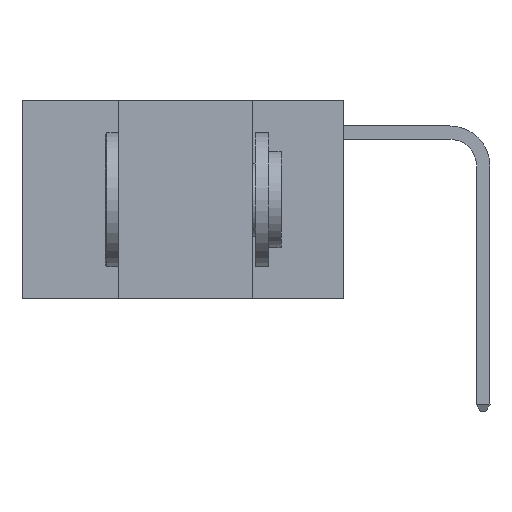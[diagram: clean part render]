
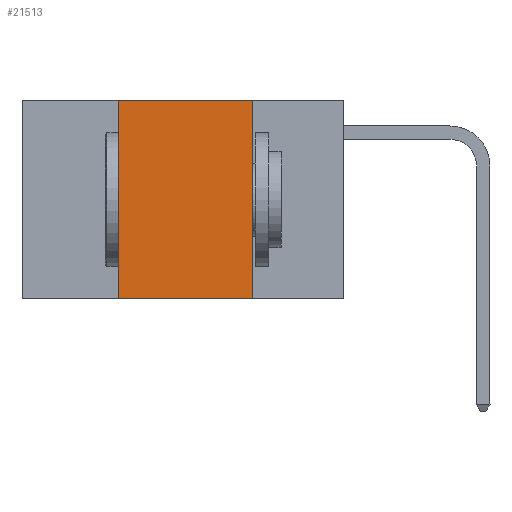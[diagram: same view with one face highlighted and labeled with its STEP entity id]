
A CAD part, left-side view. The second image highlights one B-rep face of the part: STEP entity #21513.
In plain terms, the highlighted planar face has unit normal (-1, 0, 0).
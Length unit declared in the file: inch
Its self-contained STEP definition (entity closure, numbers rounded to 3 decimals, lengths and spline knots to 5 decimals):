
#369 = CARTESIAN_POINT ( 'NONE',  ( 0., 0.42, 0. ) ) ;
#1213 = DIRECTION ( 'NONE',  ( 0., 0., -1. ) ) ;
#1251 = EDGE_CURVE ( 'NONE', #21294, #20604, #7116, .T. ) ;
#1440 = ORIENTED_EDGE ( 'NONE', *, *, #24946, .T. ) ;
#3964 = DIRECTION ( 'NONE',  ( 0., -1., 0. ) ) ;
#4482 = CARTESIAN_POINT ( 'NONE',  ( 0., 0.17, 0. ) ) ;
#4951 = CARTESIAN_POINT ( 'NONE',  ( 0., 0.17, -0.37 ) ) ;
#5042 = ORIENTED_EDGE ( 'NONE', *, *, #17489, .F. ) ;
#5739 = ORIENTED_EDGE ( 'NONE', *, *, #19054, .F. ) ;
#6645 = CARTESIAN_POINT ( 'NONE',  ( 0., 0.6, 0. ) ) ;
#7116 = LINE ( 'NONE', #17725, #7738 ) ;
#7738 = VECTOR ( 'NONE', #1213, 39.37008 ) ;
#8134 = ORIENTED_EDGE ( 'NONE', *, *, #1251, .F. ) ;
#8574 = DIRECTION ( 'NONE',  ( 0., 0., 1. ) ) ;
#8921 = FACE_OUTER_BOUND ( 'NONE', #17972, .T. ) ;
#10507 = LINE ( 'NONE', #22101, #20872 ) ;
#10537 = LINE ( 'NONE', #369, #16670 ) ;
#11907 = CARTESIAN_POINT ( 'NONE',  ( 0., 0.6, -0.37 ) ) ;
#12993 = DIRECTION ( 'NONE',  ( 1., 0., 0. ) ) ;
#13343 = LINE ( 'NONE', #11907, #25383 ) ;
#13355 = CARTESIAN_POINT ( 'NONE',  ( 0., 0.42, -0.37 ) ) ;
#14991 = CARTESIAN_POINT ( 'NONE',  ( 0., 0.42, 0. ) ) ;
#16670 = VECTOR ( 'NONE', #8574, 39.37008 ) ;
#17489 = EDGE_CURVE ( 'NONE', #17702, #21294, #10507, .T. ) ;
#17583 = AXIS2_PLACEMENT_3D ( 'NONE', #6645, #12993, #22919 ) ;
#17702 = VERTEX_POINT ( 'NONE', #14991 ) ;
#17725 = CARTESIAN_POINT ( 'NONE',  ( 0., 0.17, 0. ) ) ;
#17972 = EDGE_LOOP ( 'NONE', ( #8134, #5042, #5739, #1440 ) ) ;
#18301 = VERTEX_POINT ( 'NONE', #13355 ) ;
#19054 = EDGE_CURVE ( 'NONE', #18301, #17702, #10537, .T. ) ;
#20604 = VERTEX_POINT ( 'NONE', #4951 ) ;
#20872 = VECTOR ( 'NONE', #3964, 39.37008 ) ;
#21294 = VERTEX_POINT ( 'NONE', #4482 ) ;
#21513 = ADVANCED_FACE ( 'NONE', ( #8921 ), #24903, .F. ) ;
#21634 = DIRECTION ( 'NONE',  ( 0., -1., 0. ) ) ;
#22101 = CARTESIAN_POINT ( 'NONE',  ( 0., 0.6, 0. ) ) ;
#22919 = DIRECTION ( 'NONE',  ( 0., 0., -1. ) ) ;
#24903 = PLANE ( 'NONE',  #17583 ) ;
#24946 = EDGE_CURVE ( 'NONE', #18301, #20604, #13343, .T. ) ;
#25383 = VECTOR ( 'NONE', #21634, 39.37008 ) ;
